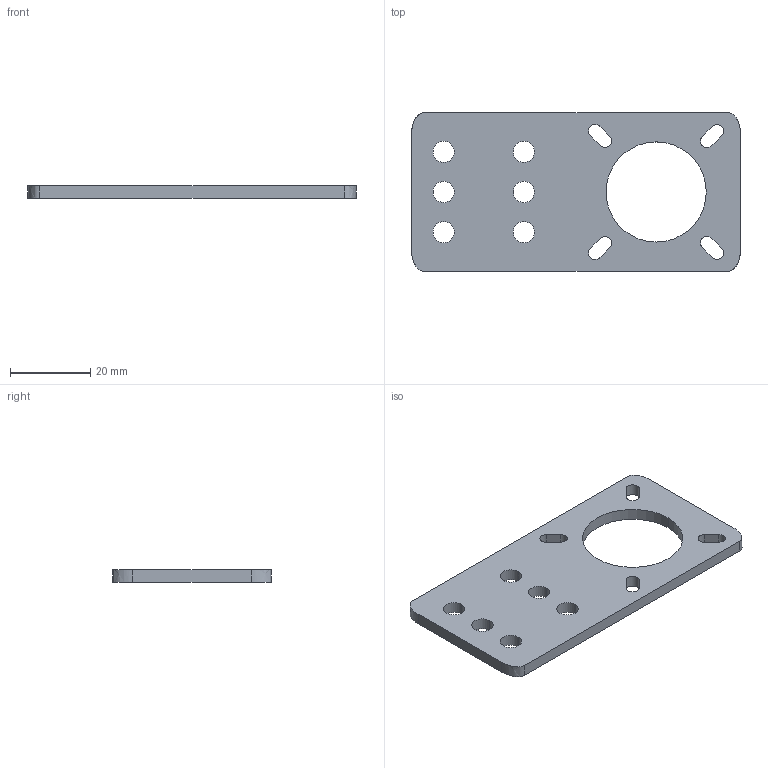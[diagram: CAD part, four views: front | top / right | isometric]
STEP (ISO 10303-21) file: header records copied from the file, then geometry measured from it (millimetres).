
FILE_DESCRIPTION (( 'STEP AP214' ), '1' );
FILE_NAME ('A159 Ïëàñòèíà 82x40 ïîä äâèãàòåëü Nema 17.STEP', '2019-09-03T12:29:49', ( 'Windows User' ), ( '' ), 'SwSTEP 2.0', 'SolidWorks 2018', '' );
FILE_SCHEMA (( 'AUTOMOTIVE_DESIGN' ));
Length unit declared in the file: millimetre
Products named in the file (1): A159 Ïëàñòèíà 82x40 ïîä äâèãàòåëü Nema 17
Bounding box: 82 x 39.5 x 3 mm (x, y, z)
Volume: 7567.7 mm3; surface area: 6498.8 mm2
Topology: 1 solids, 1 shells, 44 faces, 126 edges, 84 vertices
Faces by surface type: cylinder 26, plane 14, bspline 4
Entity records: 1844 total; most frequent: CARTESIAN_POINT 607, ORIENTED_EDGE 252, DIRECTION 244, EDGE_CURVE 126, AXIS2_PLACEMENT_3D 93, VERTEX_POINT 84, EDGE_LOOP 66, LINE 58
